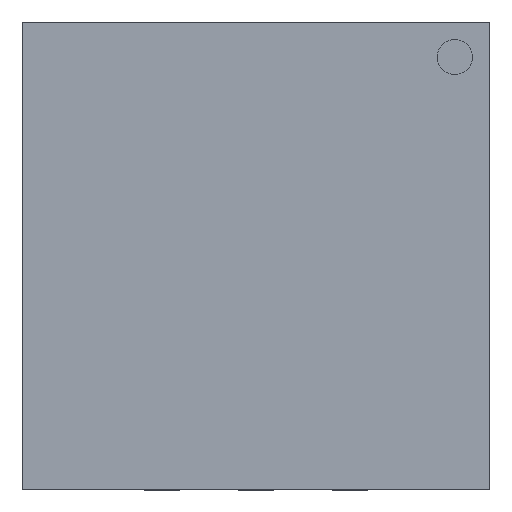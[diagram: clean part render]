
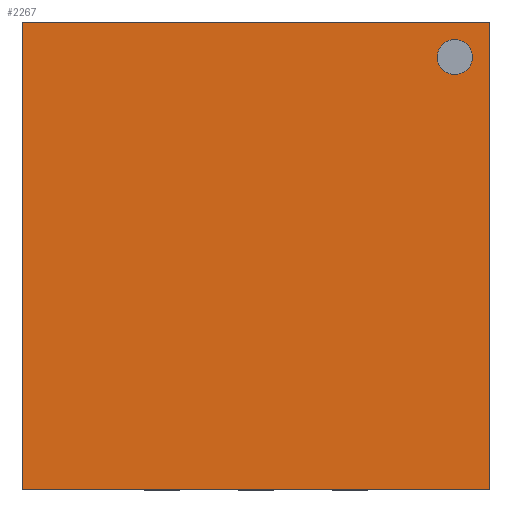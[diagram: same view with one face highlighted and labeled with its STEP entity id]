
A CAD part, top view. The second image highlights one B-rep face of the part: STEP entity #2267.
In plain terms, the highlighted planar face has unit normal (0, 0, 1).
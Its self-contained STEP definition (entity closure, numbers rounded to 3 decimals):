
#49=FACE_BOUND('',#322,.T.);
#73=CIRCLE('',#2443,0.15);
#186=FACE_OUTER_BOUND('',#321,.T.);
#321=EDGE_LOOP('',(#1804,#1805,#1806,#1807));
#322=EDGE_LOOP('',(#1808));
#479=LINE('',#3399,#747);
#523=LINE('',#3499,#791);
#541=LINE('',#3543,#809);
#542=LINE('',#3545,#810);
#747=VECTOR('',#2720,10.);
#791=VECTOR('',#2826,10.);
#809=VECTOR('',#2876,10.);
#810=VECTOR('',#2879,10.);
#1010=VERTEX_POINT('',#3396);
#1011=VERTEX_POINT('',#3398);
#1036=VERTEX_POINT('',#3498);
#1037=VERTEX_POINT('',#3502);
#1046=VERTEX_POINT('',#3541);
#1244=EDGE_CURVE('',#1011,#1010,#479,.T.);
#1294=EDGE_CURVE('',#1036,#1011,#523,.T.);
#1296=EDGE_CURVE('',#1037,#1037,#73,.T.);
#1315=EDGE_CURVE('',#1010,#1046,#541,.T.);
#1316=EDGE_CURVE('',#1046,#1036,#542,.T.);
#1804=ORIENTED_EDGE('',*,*,#1316,.T.);
#1805=ORIENTED_EDGE('',*,*,#1294,.T.);
#1806=ORIENTED_EDGE('',*,*,#1244,.T.);
#1807=ORIENTED_EDGE('',*,*,#1315,.T.);
#1808=ORIENTED_EDGE('',*,*,#1296,.T.);
#2145=PLANE('',#2459);
#2267=ADVANCED_FACE('',(#186,#49),#2145,.T.);
#2443=AXIS2_PLACEMENT_3D('',#3503,#2830,#2831);
#2459=AXIS2_PLACEMENT_3D('',#3546,#2880,#2881);
#2720=DIRECTION('',(-1.,0.,0.));
#2826=DIRECTION('',(0.,1.,0.));
#2830=DIRECTION('center_axis',(0.,0.,-1.));
#2831=DIRECTION('ref_axis',(-1.,0.,0.));
#2876=DIRECTION('',(0.,-1.,0.));
#2879=DIRECTION('',(1.,0.,0.));
#2880=DIRECTION('center_axis',(0.,0.,1.));
#2881=DIRECTION('ref_axis',(1.,0.,0.));
#3396=CARTESIAN_POINT('',(-2.,2.,0.73));
#3398=CARTESIAN_POINT('',(2.,2.,0.73));
#3399=CARTESIAN_POINT('',(-2.,2.,0.73));
#3498=CARTESIAN_POINT('',(2.,-2.,0.73));
#3499=CARTESIAN_POINT('',(2.,2.,0.73));
#3502=CARTESIAN_POINT('',(1.85,1.7,0.73));
#3503=CARTESIAN_POINT('Origin',(1.7,1.7,0.73));
#3541=CARTESIAN_POINT('',(-2.,-2.,0.73));
#3543=CARTESIAN_POINT('',(-2.,-2.,0.73));
#3545=CARTESIAN_POINT('',(2.,-2.,0.73));
#3546=CARTESIAN_POINT('Origin',(0.,0.,
0.73));
